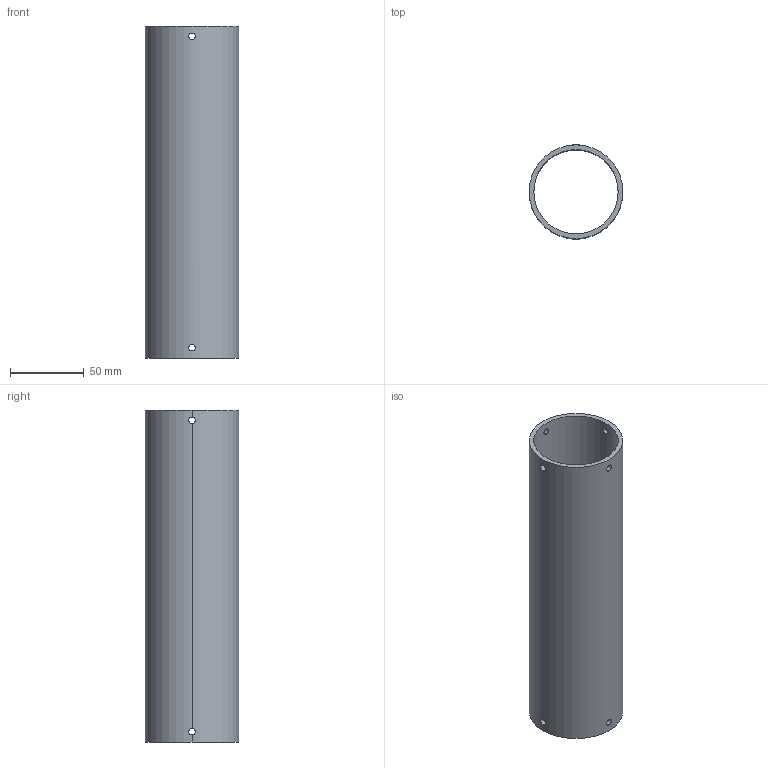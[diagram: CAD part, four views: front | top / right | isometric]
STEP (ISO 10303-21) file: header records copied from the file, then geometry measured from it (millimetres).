
FILE_DESCRIPTION (( 'STEP AP214' ), '1' );
FILE_NAME ('R101-GEO_1 - motor_tube.STEP', '2017-08-09T23:44:33', ( '' ), ( '' ), 'SwSTEP 2.0', 'SolidWorks 2016', '' );
FILE_SCHEMA (( 'AUTOMOTIVE_DESIGN' ));
Length unit declared in the file: millimetre
Products named in the file (1): R101-GEO_1 - motor_tube
Bounding box: 63.5 x 63.5 x 225 mm (x, y, z)
Volume: 134981.2 mm3; surface area: 86590.9 mm2
Topology: 1 solids, 1 shells, 22 faces, 68 edges, 40 vertices
Faces by surface type: cylinder 20, plane 2
Entity records: 1666 total; most frequent: CARTESIAN_POINT 1059, ORIENTED_EDGE 136, DIRECTION 90, EDGE_CURVE 68, VERTEX_POINT 40, B_SPLINE_CURVE_WITH_KNOTS 32, EDGE_LOOP 32, AXIS2_PLACEMENT_3D 31
